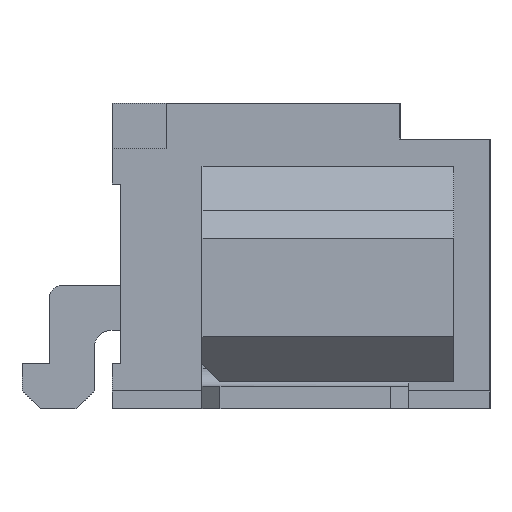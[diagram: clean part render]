
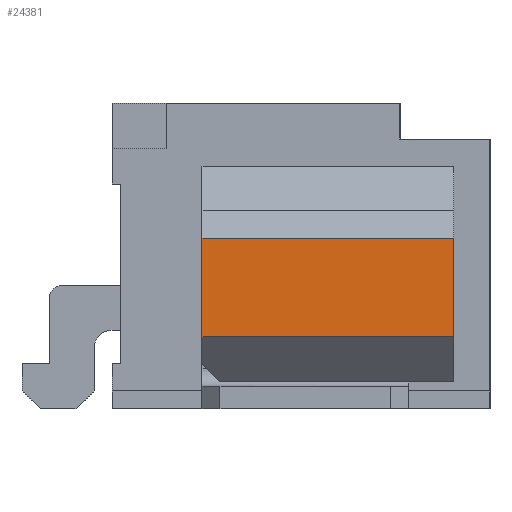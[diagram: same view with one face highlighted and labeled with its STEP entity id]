
A CAD part, left-side view. The second image highlights one B-rep face of the part: STEP entity #24381.
In plain terms, the highlighted planar face has unit normal (-1, 0, 0).
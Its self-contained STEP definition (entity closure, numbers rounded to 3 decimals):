
#2646 = PLANE('',#2647);
#2647 = AXIS2_PLACEMENT_3D('',#2648,#2649,#2650);
#2648 = CARTESIAN_POINT('',(7.75,1.1,0.));
#2649 = DIRECTION('',(0.,1.,0.));
#2650 = DIRECTION('',(-1.,0.,0.));
#2702 = PLANE('',#2703);
#2703 = AXIS2_PLACEMENT_3D('',#2704,#2705,#2706);
#2704 = CARTESIAN_POINT('',(7.75,-1.7,0.));
#2705 = DIRECTION('',(0.,1.,0.));
#2706 = DIRECTION('',(-1.,0.,0.));
#10144 = VERTEX_POINT('',#10145);
#10145 = CARTESIAN_POINT('',(-9.25,1.1,1.9));
#10159 = PLANE('',#10160);
#10160 = AXIS2_PLACEMENT_3D('',#10161,#10162,#10163);
#10161 = CARTESIAN_POINT('',(-9.25,-1.7,1.9));
#10162 = DIRECTION('',(-0.707,0.,0.707));
#10163 = DIRECTION('',(0.707,0.,0.707));
#10171 = EDGE_CURVE('',#10172,#10144,#10174,.T.);
#10172 = VERTEX_POINT('',#10173);
#10173 = CARTESIAN_POINT('',(-9.25,1.1,0.8));
#10174 = SURFACE_CURVE('',#10175,(#10179,#10186),.PCURVE_S1.);
#10175 = LINE('',#10176,#10177);
#10176 = CARTESIAN_POINT('',(-9.25,1.1,0.8));
#10177 = VECTOR('',#10178,1.);
#10178 = DIRECTION('',(0.,0.,1.));
#10179 = PCURVE('',#2646,#10180);
#10180 = DEFINITIONAL_REPRESENTATION('',(#10181),#10185);
#10181 = LINE('',#10182,#10183);
#10182 = CARTESIAN_POINT('',(17.,0.8));
#10183 = VECTOR('',#10184,1.);
#10184 = DIRECTION('',(0.,1.));
#10185 = ( GEOMETRIC_REPRESENTATION_CONTEXT(2) 
PARAMETRIC_REPRESENTATION_CONTEXT() REPRESENTATION_CONTEXT('2D SPACE',''
  ) );
#10186 = PCURVE('',#10187,#10192);
#10187 = PLANE('',#10188);
#10188 = AXIS2_PLACEMENT_3D('',#10189,#10190,#10191);
#10189 = CARTESIAN_POINT('',(-9.25,-1.7,0.8));
#10190 = DIRECTION('',(-1.,0.,0.));
#10191 = DIRECTION('',(0.,0.,1.));
#10192 = DEFINITIONAL_REPRESENTATION('',(#10193),#10197);
#10193 = LINE('',#10194,#10195);
#10194 = CARTESIAN_POINT('',(0.,2.8));
#10195 = VECTOR('',#10196,1.);
#10196 = DIRECTION('',(1.,0.));
#10197 = ( GEOMETRIC_REPRESENTATION_CONTEXT(2) 
PARAMETRIC_REPRESENTATION_CONTEXT() REPRESENTATION_CONTEXT('2D SPACE',''
  ) );
#10213 = PLANE('',#10214);
#10214 = AXIS2_PLACEMENT_3D('',#10215,#10216,#10217);
#10215 = CARTESIAN_POINT('',(-8.75,-1.7,0.3));
#10216 = DIRECTION('',(-0.707,0.,-0.707));
#10217 = DIRECTION('',(-0.707,0.,0.707));
#10420 = VERTEX_POINT('',#10421);
#10421 = CARTESIAN_POINT('',(-9.25,-1.7,0.8));
#10442 = EDGE_CURVE('',#10420,#10443,#10445,.T.);
#10443 = VERTEX_POINT('',#10444);
#10444 = CARTESIAN_POINT('',(-9.25,-1.7,1.9));
#10445 = SURFACE_CURVE('',#10446,(#10450,#10457),.PCURVE_S1.);
#10446 = LINE('',#10447,#10448);
#10447 = CARTESIAN_POINT('',(-9.25,-1.7,0.8));
#10448 = VECTOR('',#10449,1.);
#10449 = DIRECTION('',(0.,0.,1.));
#10450 = PCURVE('',#2702,#10451);
#10451 = DEFINITIONAL_REPRESENTATION('',(#10452),#10456);
#10452 = LINE('',#10453,#10454);
#10453 = CARTESIAN_POINT('',(17.,0.8));
#10454 = VECTOR('',#10455,1.);
#10455 = DIRECTION('',(0.,1.));
#10456 = ( GEOMETRIC_REPRESENTATION_CONTEXT(2) 
PARAMETRIC_REPRESENTATION_CONTEXT() REPRESENTATION_CONTEXT('2D SPACE',''
  ) );
#10457 = PCURVE('',#10187,#10458);
#10458 = DEFINITIONAL_REPRESENTATION('',(#10459),#10463);
#10459 = LINE('',#10460,#10461);
#10460 = CARTESIAN_POINT('',(0.,0.));
#10461 = VECTOR('',#10462,1.);
#10462 = DIRECTION('',(1.,0.));
#10463 = ( GEOMETRIC_REPRESENTATION_CONTEXT(2) 
PARAMETRIC_REPRESENTATION_CONTEXT() REPRESENTATION_CONTEXT('2D SPACE',''
  ) );
#24359 = EDGE_CURVE('',#10443,#10144,#24360,.T.);
#24360 = SURFACE_CURVE('',#24361,(#24365,#24372),.PCURVE_S1.);
#24361 = LINE('',#24362,#24363);
#24362 = CARTESIAN_POINT('',(-9.25,-1.7,1.9));
#24363 = VECTOR('',#24364,1.);
#24364 = DIRECTION('',(0.,1.,0.));
#24365 = PCURVE('',#10159,#24366);
#24366 = DEFINITIONAL_REPRESENTATION('',(#24367),#24371);
#24367 = LINE('',#24368,#24369);
#24368 = CARTESIAN_POINT('',(0.,0.));
#24369 = VECTOR('',#24370,1.);
#24370 = DIRECTION('',(0.,1.));
#24371 = ( GEOMETRIC_REPRESENTATION_CONTEXT(2) 
PARAMETRIC_REPRESENTATION_CONTEXT() REPRESENTATION_CONTEXT('2D SPACE',''
  ) );
#24372 = PCURVE('',#10187,#24373);
#24373 = DEFINITIONAL_REPRESENTATION('',(#24374),#24378);
#24374 = LINE('',#24375,#24376);
#24375 = CARTESIAN_POINT('',(1.1,0.));
#24376 = VECTOR('',#24377,1.);
#24377 = DIRECTION('',(0.,1.));
#24378 = ( GEOMETRIC_REPRESENTATION_CONTEXT(2) 
PARAMETRIC_REPRESENTATION_CONTEXT() REPRESENTATION_CONTEXT('2D SPACE',''
  ) );
#24381 = ADVANCED_FACE('',(#24382),#10187,.T.);
#24382 = FACE_BOUND('',#24383,.F.);
#24383 = EDGE_LOOP('',(#24384,#24385,#24406,#24407));
#24384 = ORIENTED_EDGE('',*,*,#10442,.F.);
#24385 = ORIENTED_EDGE('',*,*,#24386,.T.);
#24386 = EDGE_CURVE('',#10420,#10172,#24387,.T.);
#24387 = SURFACE_CURVE('',#24388,(#24392,#24399),.PCURVE_S1.);
#24388 = LINE('',#24389,#24390);
#24389 = CARTESIAN_POINT('',(-9.25,-1.7,0.8));
#24390 = VECTOR('',#24391,1.);
#24391 = DIRECTION('',(0.,1.,0.));
#24392 = PCURVE('',#10187,#24393);
#24393 = DEFINITIONAL_REPRESENTATION('',(#24394),#24398);
#24394 = LINE('',#24395,#24396);
#24395 = CARTESIAN_POINT('',(0.,0.));
#24396 = VECTOR('',#24397,1.);
#24397 = DIRECTION('',(0.,1.));
#24398 = ( GEOMETRIC_REPRESENTATION_CONTEXT(2) 
PARAMETRIC_REPRESENTATION_CONTEXT() REPRESENTATION_CONTEXT('2D SPACE',''
  ) );
#24399 = PCURVE('',#10213,#24400);
#24400 = DEFINITIONAL_REPRESENTATION('',(#24401),#24405);
#24401 = LINE('',#24402,#24403);
#24402 = CARTESIAN_POINT('',(0.707,0.));
#24403 = VECTOR('',#24404,1.);
#24404 = DIRECTION('',(0.,1.));
#24405 = ( GEOMETRIC_REPRESENTATION_CONTEXT(2) 
PARAMETRIC_REPRESENTATION_CONTEXT() REPRESENTATION_CONTEXT('2D SPACE',''
  ) );
#24406 = ORIENTED_EDGE('',*,*,#10171,.T.);
#24407 = ORIENTED_EDGE('',*,*,#24359,.F.);
